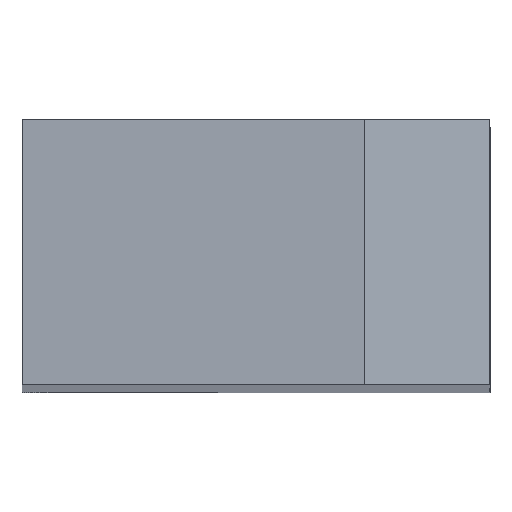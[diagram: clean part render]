
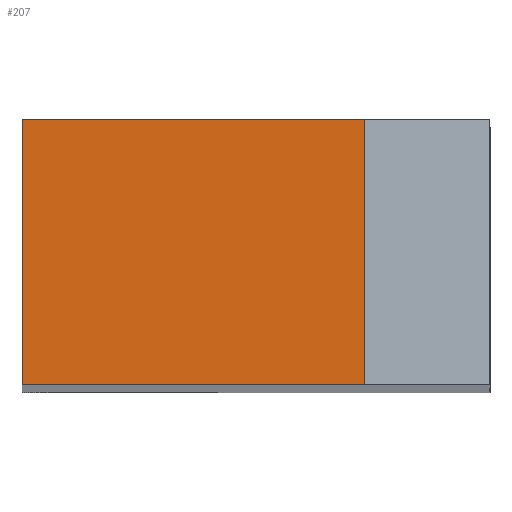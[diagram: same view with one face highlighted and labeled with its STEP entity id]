
A CAD part, top view. The second image highlights one B-rep face of the part: STEP entity #207.
In plain terms, the highlighted planar face has unit normal (0, 0, 1).
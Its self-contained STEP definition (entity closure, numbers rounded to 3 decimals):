
#24=ORIENTED_EDGE('',*,*,#78,.T.);
#25=ORIENTED_EDGE('',*,*,#79,.T.);
#26=ORIENTED_EDGE('',*,*,#80,.F.);
#27=ORIENTED_EDGE('',*,*,#77,.T.);
#77=EDGE_CURVE('',#102,#104,#122,.T.);
#78=EDGE_CURVE('',#104,#105,#123,.T.);
#79=EDGE_CURVE('',#105,#106,#124,.T.);
#80=EDGE_CURVE('',#102,#106,#125,.T.);
#102=VERTEX_POINT('',#296);
#104=VERTEX_POINT('',#300);
#105=VERTEX_POINT('',#304);
#106=VERTEX_POINT('',#306);
#122=LINE('',#301,#149);
#123=LINE('',#303,#150);
#124=LINE('',#305,#151);
#125=LINE('',#307,#152);
#149=VECTOR('',#248,1000.);
#150=VECTOR('',#251,1000.);
#151=VECTOR('',#252,1000.);
#152=VECTOR('',#253,1000.);
#174=EDGE_LOOP('',(#24,#25,#26,#27));
#185=FACE_BOUND('',#174,.T.);
#196=PLANE('',#231);
#207=ADVANCED_FACE('',(#185),#196,.F.);
#231=AXIS2_PLACEMENT_3D('',#302,#249,#250);
#248=DIRECTION('',(0.,-1.,0.));
#249=DIRECTION('',(0.,0.,-1.));
#250=DIRECTION('',(-1.,0.,0.));
#251=DIRECTION('',(1.,0.,0.));
#252=DIRECTION('',(0.,1.,0.));
#253=DIRECTION('',(1.,0.,0.));
#296=CARTESIAN_POINT('',(-6.,3.4,49.));
#300=CARTESIAN_POINT('',(-6.,0.,49.));
#301=CARTESIAN_POINT('',(-6.,3.4,49.));
#302=CARTESIAN_POINT('',(-6.,3.4,49.));
#303=CARTESIAN_POINT('',(-6.,0.,49.));
#304=CARTESIAN_POINT('',(-1.604,0.,49.));
#305=CARTESIAN_POINT('',(-1.604,3.4,49.));
#306=CARTESIAN_POINT('',(-1.604,3.4,49.));
#307=CARTESIAN_POINT('',(-6.,3.4,49.));
